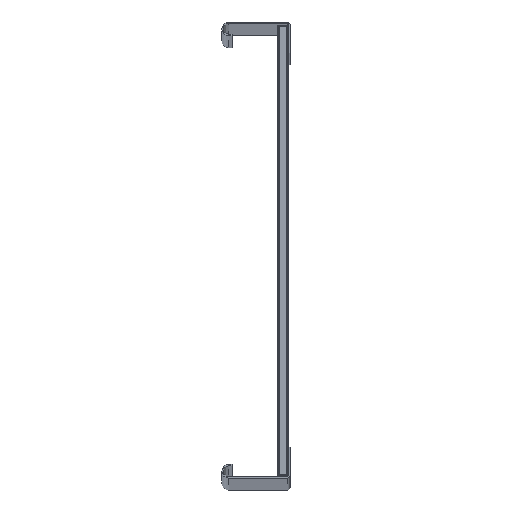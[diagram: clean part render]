
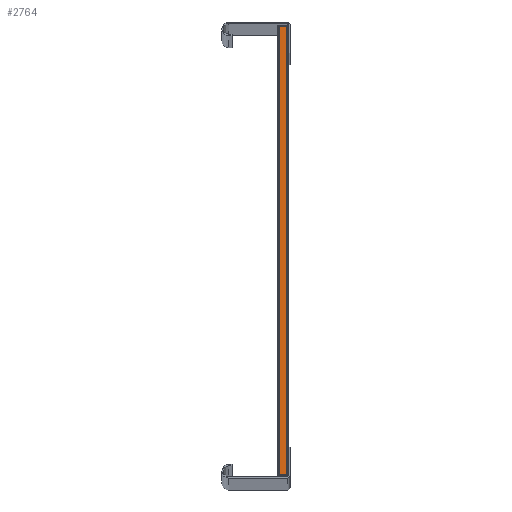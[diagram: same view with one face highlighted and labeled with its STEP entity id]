
A CAD part, top view. The second image highlights one B-rep face of the part: STEP entity #2764.
In plain terms, the highlighted planar face has unit normal (0, 0, 1).
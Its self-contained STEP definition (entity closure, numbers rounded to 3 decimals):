
#2309=DIRECTION('',(-1.,0.,0.));
#2310=VECTOR('',#2309,393.5);
#2311=CARTESIAN_POINT('',(343.5,1.75,11.));
#2312=LINE('',#2311,#2310);
#2322=DIRECTION('',(0.,-1.,0.));
#2323=VECTOR('',#2322,6.5);
#2324=CARTESIAN_POINT('',(-50.,8.25,11.));
#2325=LINE('',#2324,#2323);
#2326=DIRECTION('',(0.,1.,0.));
#2327=VECTOR('',#2326,6.5);
#2328=CARTESIAN_POINT('',(343.5,1.75,11.));
#2329=LINE('',#2328,#2327);
#2344=DIRECTION('',(1.,0.,0.));
#2345=VECTOR('',#2344,393.5);
#2346=CARTESIAN_POINT('',(-50.,8.25,11.));
#2347=LINE('',#2346,#2345);
#2398=CARTESIAN_POINT('',(-50.,1.75,11.));
#2400=VERTEX_POINT('',#2398);
#2402=CARTESIAN_POINT('',(-50.,8.25,11.));
#2403=VERTEX_POINT('',#2402);
#2450=CARTESIAN_POINT('',(343.5,1.75,11.));
#2451=VERTEX_POINT('',#2450);
#2452=CARTESIAN_POINT('',(343.5,8.25,11.));
#2453=VERTEX_POINT('',#2452);
#2752=CARTESIAN_POINT('',(-73.55,1.75,11.));
#2753=DIRECTION('',(0.,0.,1.));
#2754=DIRECTION('',(0.,-1.,0.));
#2755=AXIS2_PLACEMENT_3D('',#2752,#2753,#2754);
#2756=PLANE('',#2755);
#2757=ORIENTED_EDGE('',*,*,#2492,.F.);
#2759=ORIENTED_EDGE('',*,*,#2758,.T.);
#2760=ORIENTED_EDGE('',*,*,#2570,.F.);
#2761=ORIENTED_EDGE('',*,*,#2745,.T.);
#2762=EDGE_LOOP('',(#2757,#2759,#2760,#2761));
#2763=FACE_OUTER_BOUND('',#2762,.F.);
#2764=ADVANCED_FACE('',(#2763),#2756,.T.);
#2492=EDGE_CURVE('',#2403,#2400,#2325,.T.);
#2570=EDGE_CURVE('',#2451,#2453,#2329,.T.);
#2745=EDGE_CURVE('',#2451,#2400,#2312,.T.);
#2758=EDGE_CURVE('',#2403,#2453,#2347,.T.);
